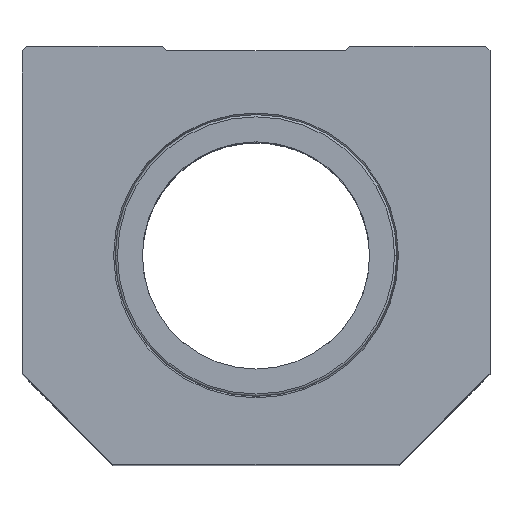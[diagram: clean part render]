
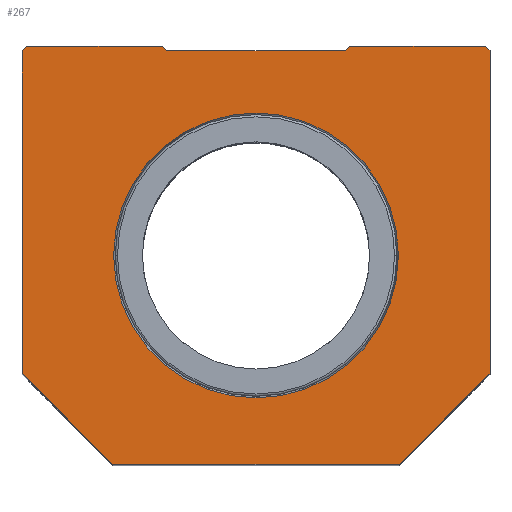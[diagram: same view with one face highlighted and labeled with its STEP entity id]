
A CAD part, top view. The second image highlights one B-rep face of the part: STEP entity #267.
In plain terms, the highlighted planar face has unit normal (0, 0, 1).
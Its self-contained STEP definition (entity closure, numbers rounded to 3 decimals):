
#52 = DIRECTION ( 'NONE',  ( -0.707, 0.707, 0. ) ) ;
#61 = EDGE_CURVE ( 'NONE', #175, #269, #1956, .T. ) ;
#70 = EDGE_CURVE ( 'NONE', #1946, #175, #174, .T. ) ;
#74 = VECTOR ( 'NONE', #1265, 1000. ) ;
#116 = ORIENTED_EDGE ( 'NONE', *, *, #1675, .T. ) ;
#141 = CARTESIAN_POINT ( 'NONE',  ( 0., 0., 72.5 ) ) ;
#164 = AXIS2_PLACEMENT_3D ( 'NONE', #1338, #675, #1849 ) ;
#174 = LINE ( 'NONE', #624, #573 ) ;
#175 = VERTEX_POINT ( 'NONE', #1642 ) ;
#188 = EDGE_CURVE ( 'NONE', #215, #1926, #922, .T. ) ;
#214 = ORIENTED_EDGE ( 'NONE', *, *, #1944, .T. ) ;
#215 = VERTEX_POINT ( 'NONE', #987 ) ;
#243 = CARTESIAN_POINT ( 'NONE',  ( 51.5, 45., 72.5 ) ) ;
#251 = EDGE_CURVE ( 'NONE', #1628, #762, #426, .T. ) ;
#267 = ADVANCED_FACE ( 'NONE', ( #1260, #380 ), #1165, .F. ) ;
#269 = VERTEX_POINT ( 'NONE', #1508 ) ;
#273 = CARTESIAN_POINT ( 'NONE',  ( 31.5, -46., 72.5 ) ) ;
#299 = DIRECTION ( 'NONE',  ( -0.707, -0.707, 0. ) ) ;
#302 = CARTESIAN_POINT ( 'NONE',  ( 0., 0., 72.5 ) ) ;
#303 = ORIENTED_EDGE ( 'NONE', *, *, #70, .T. ) ;
#305 = DIRECTION ( 'NONE',  ( -1., 0., 0. ) ) ;
#313 = VECTOR ( 'NONE', #52, 1000. ) ;
#380 = FACE_OUTER_BOUND ( 'NONE', #923, .T. ) ;
#382 = VERTEX_POINT ( 'NONE', #1800 ) ;
#384 = CARTESIAN_POINT ( 'NONE',  ( -51.5, 45., 72.5 ) ) ;
#426 = LINE ( 'NONE', #833, #1717 ) ;
#431 = CARTESIAN_POINT ( 'NONE',  ( -19.6, 45., 72.5 ) ) ;
#475 = DIRECTION ( 'NONE',  ( -1., 0., 0. ) ) ;
#481 = ORIENTED_EDGE ( 'NONE', *, *, #1453, .T. ) ;
#482 = VECTOR ( 'NONE', #2164, 1000. ) ;
#486 = ORIENTED_EDGE ( 'NONE', *, *, #2069, .T. ) ;
#509 = DIRECTION ( 'NONE',  ( -0.707, 0.707, 0. ) ) ;
#516 = AXIS2_PLACEMENT_3D ( 'NONE', #302, #1480, #475 ) ;
#542 = DIRECTION ( 'NONE',  ( 0., -1., 0. ) ) ;
#554 = DIRECTION ( 'NONE',  ( -0.707, -0.707, 0. ) ) ;
#562 = EDGE_CURVE ( 'NONE', #1942, #1655, #1627, .T. ) ;
#568 = CARTESIAN_POINT ( 'NONE',  ( 50.5, 46., 72.5 ) ) ;
#573 = VECTOR ( 'NONE', #1281, 1000. ) ;
#590 = CARTESIAN_POINT ( 'NONE',  ( 51.5, -26., 72.5 ) ) ;
#624 = CARTESIAN_POINT ( 'NONE',  ( -31.5, -46., 72.5 ) ) ;
#643 = VERTEX_POINT ( 'NONE', #910 ) ;
#675 = DIRECTION ( 'NONE',  ( 0., 0., -1. ) ) ;
#684 = EDGE_CURVE ( 'NONE', #382, #643, #1922, .T. ) ;
#687 = CIRCLE ( 'NONE', #891, 31.344 ) ;
#744 = VECTOR ( 'NONE', #554, 1000. ) ;
#762 = VERTEX_POINT ( 'NONE', #431 ) ;
#833 = CARTESIAN_POINT ( 'NONE',  ( -19.6, 45., 72.5 ) ) ;
#891 = AXIS2_PLACEMENT_3D ( 'NONE', #141, #1309, #305 ) ;
#910 = CARTESIAN_POINT ( 'NONE',  ( 51.5, 45., 72.5 ) ) ;
#914 = VECTOR ( 'NONE', #542, 1000. ) ;
#922 = LINE ( 'NONE', #1149, #482 ) ;
#923 = EDGE_LOOP ( 'NONE', ( #116, #1124, #1690, #930, #1057, #1131, #1771, #214, #1509, #481, #303, #1563 ) ) ;
#930 = ORIENTED_EDGE ( 'NONE', *, *, #188, .T. ) ;
#932 = CARTESIAN_POINT ( 'NONE',  ( -50.5, 46., 72.5 ) ) ;
#987 = CARTESIAN_POINT ( 'NONE',  ( 50.5, 46., 72.5 ) ) ;
#1026 = LINE ( 'NONE', #1543, #914 ) ;
#1046 = EDGE_CURVE ( 'NONE', #762, #1846, #1286, .T. ) ;
#1057 = ORIENTED_EDGE ( 'NONE', *, *, #1196, .T. ) ;
#1076 = CARTESIAN_POINT ( 'NONE',  ( 19.6, 45., 72.5 ) ) ;
#1120 = CARTESIAN_POINT ( 'NONE',  ( -31.344, 0., 72.5 ) ) ;
#1124 = ORIENTED_EDGE ( 'NONE', *, *, #684, .T. ) ;
#1131 = ORIENTED_EDGE ( 'NONE', *, *, #251, .T. ) ;
#1149 = CARTESIAN_POINT ( 'NONE',  ( 20.6, 46., 72.5 ) ) ;
#1165 = PLANE ( 'NONE',  #164 ) ;
#1196 = EDGE_CURVE ( 'NONE', #1926, #1628, #1344, .T. ) ;
#1201 = CIRCLE ( 'NONE', #516, 31.344 ) ;
#1260 = FACE_BOUND ( 'NONE', #1327, .T. ) ;
#1261 = CARTESIAN_POINT ( 'NONE',  ( -50.5, 46., 72.5 ) ) ;
#1265 = DIRECTION ( 'NONE',  ( -1., 0., 0. ) ) ;
#1281 = DIRECTION ( 'NONE',  ( 0.707, -0.707, 0. ) ) ;
#1286 = LINE ( 'NONE', #1851, #1734 ) ;
#1304 = CARTESIAN_POINT ( 'NONE',  ( 19.6, 45., 72.5 ) ) ;
#1309 = DIRECTION ( 'NONE',  ( 0., 0., -1. ) ) ;
#1327 = EDGE_LOOP ( 'NONE', ( #2051, #486 ) ) ;
#1338 = CARTESIAN_POINT ( 'NONE',  ( 0., -77.5, 72.5 ) ) ;
#1344 = LINE ( 'NONE', #1304, #1733 ) ;
#1426 = CARTESIAN_POINT ( 'NONE',  ( -51.5, 45., 72.5 ) ) ;
#1443 = VECTOR ( 'NONE', #1583, 1000. ) ;
#1453 = EDGE_CURVE ( 'NONE', #1655, #1946, #1026, .T. ) ;
#1459 = VECTOR ( 'NONE', #1779, 1000. ) ;
#1480 = DIRECTION ( 'NONE',  ( 0., 0., -1. ) ) ;
#1508 = CARTESIAN_POINT ( 'NONE',  ( 31.5, -46., 72.5 ) ) ;
#1509 = ORIENTED_EDGE ( 'NONE', *, *, #562, .T. ) ;
#1543 = CARTESIAN_POINT ( 'NONE',  ( -51.5, -26., 72.5 ) ) ;
#1563 = ORIENTED_EDGE ( 'NONE', *, *, #61, .T. ) ;
#1573 = EDGE_CURVE ( 'NONE', #643, #215, #2154, .T. ) ;
#1583 = DIRECTION ( 'NONE',  ( 0.707, 0.707, 0. ) ) ;
#1627 = LINE ( 'NONE', #384, #744 ) ;
#1628 = VERTEX_POINT ( 'NONE', #1076 ) ;
#1642 = CARTESIAN_POINT ( 'NONE',  ( -31.5, -46., 72.5 ) ) ;
#1655 = VERTEX_POINT ( 'NONE', #1426 ) ;
#1675 = EDGE_CURVE ( 'NONE', #269, #382, #1841, .T. ) ;
#1689 = CARTESIAN_POINT ( 'NONE',  ( 20.6, 46., 72.5 ) ) ;
#1690 = ORIENTED_EDGE ( 'NONE', *, *, #1573, .T. ) ;
#1717 = VECTOR ( 'NONE', #2004, 1000. ) ;
#1733 = VECTOR ( 'NONE', #299, 1000. ) ;
#1734 = VECTOR ( 'NONE', #509, 1000. ) ;
#1771 = ORIENTED_EDGE ( 'NONE', *, *, #1046, .T. ) ;
#1779 = DIRECTION ( 'NONE',  ( 1., 0., 0. ) ) ;
#1800 = CARTESIAN_POINT ( 'NONE',  ( 51.5, -26., 72.5 ) ) ;
#1810 = LINE ( 'NONE', #1261, #74 ) ;
#1811 = CARTESIAN_POINT ( 'NONE',  ( 31.344, 0., 72.5 ) ) ;
#1814 = VERTEX_POINT ( 'NONE', #1120 ) ;
#1815 = VECTOR ( 'NONE', #1927, 1000. ) ;
#1841 = LINE ( 'NONE', #590, #1443 ) ;
#1846 = VERTEX_POINT ( 'NONE', #2138 ) ;
#1849 = DIRECTION ( 'NONE',  ( -1., 0., 0. ) ) ;
#1851 = CARTESIAN_POINT ( 'NONE',  ( -20.6, 46., 72.5 ) ) ;
#1885 = VERTEX_POINT ( 'NONE', #1811 ) ;
#1894 = EDGE_CURVE ( 'NONE', #1885, #1814, #687, .T. ) ;
#1922 = LINE ( 'NONE', #243, #1815 ) ;
#1926 = VERTEX_POINT ( 'NONE', #1689 ) ;
#1927 = DIRECTION ( 'NONE',  ( 0., 1., 0. ) ) ;
#1942 = VERTEX_POINT ( 'NONE', #932 ) ;
#1944 = EDGE_CURVE ( 'NONE', #1846, #1942, #1810, .T. ) ;
#1946 = VERTEX_POINT ( 'NONE', #2104 ) ;
#1956 = LINE ( 'NONE', #273, #1459 ) ;
#2004 = DIRECTION ( 'NONE',  ( -1., 0., 0. ) ) ;
#2051 = ORIENTED_EDGE ( 'NONE', *, *, #1894, .T. ) ;
#2069 = EDGE_CURVE ( 'NONE', #1814, #1885, #1201, .T. ) ;
#2104 = CARTESIAN_POINT ( 'NONE',  ( -51.5, -26., 72.5 ) ) ;
#2138 = CARTESIAN_POINT ( 'NONE',  ( -20.6, 46., 72.5 ) ) ;
#2154 = LINE ( 'NONE', #568, #313 ) ;
#2164 = DIRECTION ( 'NONE',  ( -1., 0., 0. ) ) ;
